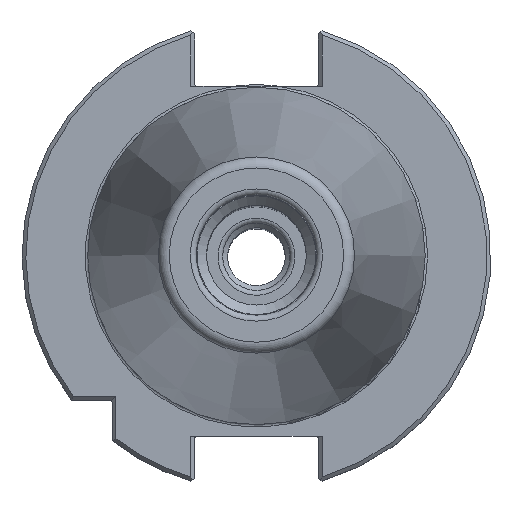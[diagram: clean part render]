
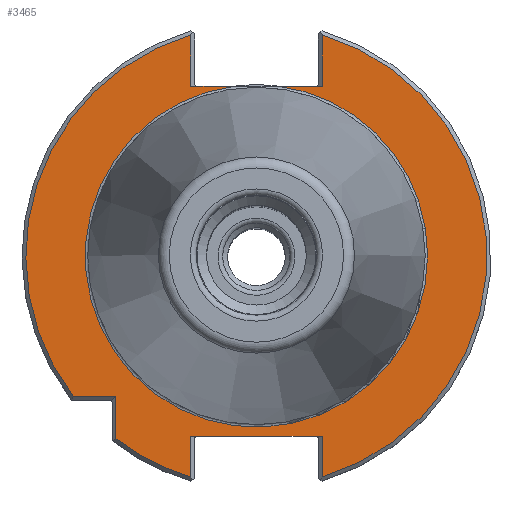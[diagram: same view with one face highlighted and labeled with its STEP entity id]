
A CAD part, top view. The second image highlights one B-rep face of the part: STEP entity #3465.
In plain terms, the highlighted planar face has unit normal (0, 0, 1).
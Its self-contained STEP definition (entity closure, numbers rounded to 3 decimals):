
#109=LINE('',#4893,#205);
#113=LINE('',#4909,#209);
#125=LINE('',#5051,#221);
#130=LINE('',#5065,#226);
#151=LINE('',#5131,#247);
#152=LINE('',#5133,#248);
#153=LINE('',#5135,#249);
#154=LINE('',#5136,#250);
#155=LINE('',#5137,#251);
#205=VECTOR('',#4090,1000.);
#209=VECTOR('',#4100,1000.);
#221=VECTOR('',#4170,1000.);
#226=VECTOR('',#4181,1000.);
#247=VECTOR('',#4240,1000.);
#248=VECTOR('',#4243,1000.);
#249=VECTOR('',#4244,1000.);
#250=VECTOR('',#4245,1000.);
#251=VECTOR('',#4246,1000.);
#306=PLANE('',#3712);
#722=ORIENTED_EDGE('',*,*,#1113,.T.);
#723=ORIENTED_EDGE('',*,*,#1187,.T.);
#724=ORIENTED_EDGE('',*,*,#1188,.F.);
#725=ORIENTED_EDGE('',*,*,#1189,.T.);
#726=ORIENTED_EDGE('',*,*,#1115,.T.);
#727=ORIENTED_EDGE('',*,*,#1157,.T.);
#728=ORIENTED_EDGE('',*,*,#1190,.F.);
#729=ORIENTED_EDGE('',*,*,#1111,.F.);
#730=ORIENTED_EDGE('',*,*,#1191,.F.);
#731=ORIENTED_EDGE('',*,*,#1150,.T.);
#732=ORIENTED_EDGE('',*,*,#1108,.T.);
#733=ORIENTED_EDGE('',*,*,#1107,.T.);
#734=ORIENTED_EDGE('',*,*,#1100,.T.);
#1100=EDGE_CURVE('',#1380,#1379,#109,.T.);
#1107=EDGE_CURVE('',#1383,#1380,#113,.T.);
#1108=EDGE_CURVE('',#1385,#1383,#1578,.T.);
#1111=EDGE_CURVE('',#1387,#1386,#1580,.T.);
#1113=EDGE_CURVE('',#1379,#1388,#1581,.T.);
#1115=EDGE_CURVE('',#1391,#1390,#1582,.T.);
#1150=EDGE_CURVE('',#1414,#1385,#125,.T.);
#1157=EDGE_CURVE('',#1390,#1419,#130,.T.);
#1187=EDGE_CURVE('',#1388,#1437,#151,.T.);
#1188=EDGE_CURVE('',#1438,#1437,#152,.T.);
#1189=EDGE_CURVE('',#1438,#1391,#153,.T.);
#1190=EDGE_CURVE('',#1386,#1419,#154,.T.);
#1191=EDGE_CURVE('',#1414,#1387,#155,.T.);
#1379=VERTEX_POINT('',#4892);
#1380=VERTEX_POINT('',#4894);
#1383=VERTEX_POINT('',#4905);
#1385=VERTEX_POINT('',#4912);
#1386=VERTEX_POINT('',#4919);
#1387=VERTEX_POINT('',#4920);
#1388=VERTEX_POINT('',#4927);
#1390=VERTEX_POINT('',#4935);
#1391=VERTEX_POINT('',#4937);
#1414=VERTEX_POINT('',#5052);
#1419=VERTEX_POINT('',#5064);
#1437=VERTEX_POINT('',#5130);
#1438=VERTEX_POINT('',#5134);
#1578=CIRCLE('',#3662,47.95);
#1580=CIRCLE('',#3665,35.591);
#1581=CIRCLE('',#3667,47.95);
#1582=CIRCLE('',#3669,47.95);
#1767=EDGE_LOOP('',(#722,#723,#724,#725,#726,#727,#728,#729,#730,#731,#732,
#733,#734));
#2032=FACE_BOUND('',#1767,.T.);
#3465=ADVANCED_FACE('',(#2032),#306,.T.);
#3662=AXIS2_PLACEMENT_3D('',#4911,#4103,#4104);
#3665=AXIS2_PLACEMENT_3D('',#4921,#4109,#4110);
#3667=AXIS2_PLACEMENT_3D('',#4928,#4113,#4114);
#3669=AXIS2_PLACEMENT_3D('',#4936,#4117,#4118);
#3712=AXIS2_PLACEMENT_3D('',#5132,#4241,#4242);
#4090=DIRECTION('',(0.,-1.,0.));
#4100=DIRECTION('',(1.,0.,0.));
#4103=DIRECTION('',(0.,0.,1.));
#4104=DIRECTION('',(1.,0.,0.));
#4109=DIRECTION('',(0.,0.,1.));
#4110=DIRECTION('',(1.,0.,0.));
#4113=DIRECTION('',(0.,0.,1.));
#4114=DIRECTION('',(1.,0.,0.));
#4117=DIRECTION('',(0.,0.,1.));
#4118=DIRECTION('',(1.,0.,0.));
#4170=DIRECTION('',(0.,1.,0.));
#4181=DIRECTION('',(0.,-1.,0.));
#4240=DIRECTION('',(0.,1.,0.));
#4241=DIRECTION('',(0.,0.,1.));
#4242=DIRECTION('',(1.,0.,0.));
#4243=DIRECTION('',(-1.,0.,0.));
#4244=DIRECTION('',(0.,-1.,0.));
#4245=DIRECTION('',(1.,0.,0.));
#4246=DIRECTION('',(1.,0.,0.));
#4892=CARTESIAN_POINT('',(-29.2,-38.034,-3.2));
#4893=CARTESIAN_POINT('',(-29.2,-38.616,-3.2));
#4894=CARTESIAN_POINT('',(-29.2,-29.2,-3.2));
#4905=CARTESIAN_POINT('',(-38.034,-29.2,-3.2));
#4909=CARTESIAN_POINT('',(-30.,-29.2,-3.2));
#4911=CARTESIAN_POINT('',(0.,0.,-3.2));
#4912=CARTESIAN_POINT('',(-13.65,45.966,-3.2));
#4919=CARTESIAN_POINT('',(4.543,35.3,-3.2));
#4920=CARTESIAN_POINT('',(-4.543,35.3,-3.2));
#4921=CARTESIAN_POINT('',(0.,0.,-3.2));
#4927=CARTESIAN_POINT('',(-13.65,-45.966,-3.2));
#4928=CARTESIAN_POINT('',(0.,0.,-3.2));
#4935=CARTESIAN_POINT('',(13.65,45.966,-3.2));
#4936=CARTESIAN_POINT('',(0.,0.,-3.2));
#4937=CARTESIAN_POINT('',(13.65,-45.966,-3.2));
#5051=CARTESIAN_POINT('',(-13.65,47.181,-3.2));
#5052=CARTESIAN_POINT('',(-13.65,35.3,-3.2));
#5064=CARTESIAN_POINT('',(13.65,35.3,-3.2));
#5065=CARTESIAN_POINT('',(13.65,35.3,-3.2));
#5130=CARTESIAN_POINT('',(-13.65,-37.5,-3.2));
#5131=CARTESIAN_POINT('',(-13.65,-37.5,-3.2));
#5132=CARTESIAN_POINT('',(35.591,0.,-3.2));
#5133=CARTESIAN_POINT('',(12.85,-37.5,-3.2));
#5134=CARTESIAN_POINT('',(13.65,-37.5,-3.2));
#5135=CARTESIAN_POINT('',(13.65,-47.181,-3.2));
#5136=CARTESIAN_POINT('',(-12.85,35.3,-3.2));
#5137=CARTESIAN_POINT('',(-12.85,35.3,-3.2));
